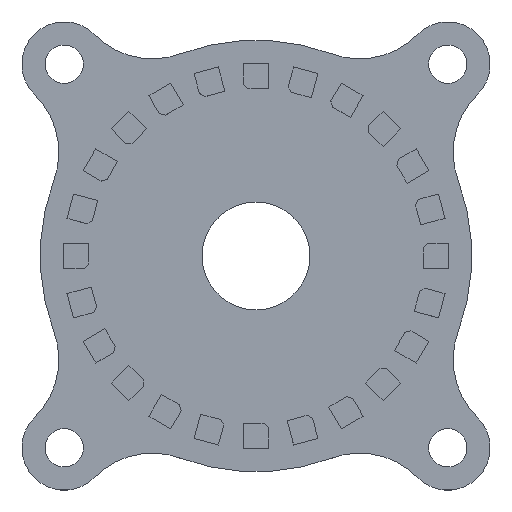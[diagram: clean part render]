
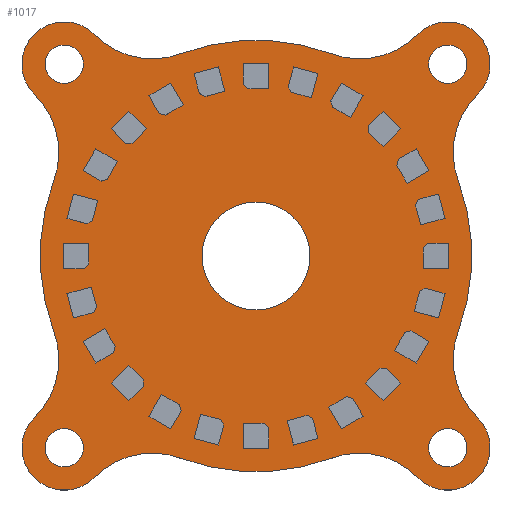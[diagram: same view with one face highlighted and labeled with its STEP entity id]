
A CAD part, top view. The second image highlights one B-rep face of the part: STEP entity #1017.
In plain terms, the highlighted planar face has unit normal (0, 0, 1).
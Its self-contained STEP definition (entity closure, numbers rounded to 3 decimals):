
#292 = VERTEX_POINT('',#293);
#293 = CARTESIAN_POINT('',(-18.5,-13.5,1.2));
#299 = EDGE_CURVE('',#292,#300,#302,.T.);
#300 = VERTEX_POINT('',#301);
#301 = CARTESIAN_POINT('',(-16.878,-6.273,1.2));
#302 = CIRCLE('',#303,6.775);
#303 = AXIS2_PLACEMENT_3D('',#304,#305,#306);
#304 = CARTESIAN_POINT('',(-23.224,-8.644,1.2));
#305 = DIRECTION('',(0.,0.,1.));
#306 = DIRECTION('',(0.697,-0.717,0.));
#332 = EDGE_CURVE('',#300,#333,#335,.T.);
#333 = VERTEX_POINT('',#334);
#334 = CARTESIAN_POINT('',(-16.878,6.273,1.2));
#335 = CIRCLE('',#336,18.007);
#336 = AXIS2_PLACEMENT_3D('',#337,#338,#339);
#337 = CARTESIAN_POINT('',(0.001,0.,
    1.2));
#338 = DIRECTION('',(0.,0.,-1.));
#339 = DIRECTION('',(-0.937,-0.348,0.));
#365 = EDGE_CURVE('',#333,#366,#368,.T.);
#366 = VERTEX_POINT('',#367);
#367 = CARTESIAN_POINT('',(-18.5,13.5,1.2));
#368 = CIRCLE('',#369,6.775);
#369 = AXIS2_PLACEMENT_3D('',#370,#371,#372);
#370 = CARTESIAN_POINT('',(-23.224,8.644,1.2));
#371 = DIRECTION('',(0.,0.,1.));
#372 = DIRECTION('',(0.937,-0.35,0.));
#398 = EDGE_CURVE('',#366,#399,#401,.T.);
#399 = VERTEX_POINT('',#400);
#400 = CARTESIAN_POINT('',(-13.5,18.5,1.2));
#401 = CIRCLE('',#402,3.536);
#402 = AXIS2_PLACEMENT_3D('',#403,#404,#405);
#403 = CARTESIAN_POINT('',(-16.,16.,1.2));
#404 = DIRECTION('',(0.,0.,-1.));
#405 = DIRECTION('',(-0.707,-0.707,0.));
#431 = EDGE_CURVE('',#399,#432,#434,.T.);
#432 = VERTEX_POINT('',#433);
#433 = CARTESIAN_POINT('',(-6.273,16.878,1.2));
#434 = CIRCLE('',#435,6.775);
#435 = AXIS2_PLACEMENT_3D('',#436,#437,#438);
#436 = CARTESIAN_POINT('',(-8.644,23.224,1.2));
#437 = DIRECTION('',(0.,0.,1.));
#438 = DIRECTION('',(-0.717,-0.697,0.));
#464 = EDGE_CURVE('',#432,#465,#467,.T.);
#465 = VERTEX_POINT('',#466);
#466 = CARTESIAN_POINT('',(6.273,16.878,1.2));
#467 = CIRCLE('',#468,18.007);
#468 = AXIS2_PLACEMENT_3D('',#469,#470,#471);
#469 = CARTESIAN_POINT('',(0.,-0.001,
    1.2));
#470 = DIRECTION('',(0.,0.,-1.));
#471 = DIRECTION('',(-0.348,0.937,0.));
#497 = EDGE_CURVE('',#465,#498,#500,.T.);
#498 = VERTEX_POINT('',#499);
#499 = CARTESIAN_POINT('',(13.5,18.5,1.2));
#500 = CIRCLE('',#501,6.775);
#501 = AXIS2_PLACEMENT_3D('',#502,#503,#504);
#502 = CARTESIAN_POINT('',(8.644,23.224,1.2));
#503 = DIRECTION('',(0.,0.,1.));
#504 = DIRECTION('',(-0.35,-0.937,0.));
#530 = EDGE_CURVE('',#498,#531,#533,.T.);
#531 = VERTEX_POINT('',#532);
#532 = CARTESIAN_POINT('',(18.5,13.5,1.2));
#533 = CIRCLE('',#534,3.536);
#534 = AXIS2_PLACEMENT_3D('',#535,#536,#537);
#535 = CARTESIAN_POINT('',(16.,16.,1.2));
#536 = DIRECTION('',(0.,0.,-1.));
#537 = DIRECTION('',(-0.707,0.707,0.));
#563 = EDGE_CURVE('',#531,#564,#566,.T.);
#564 = VERTEX_POINT('',#565);
#565 = CARTESIAN_POINT('',(16.878,6.273,1.2));
#566 = CIRCLE('',#567,6.775);
#567 = AXIS2_PLACEMENT_3D('',#568,#569,#570);
#568 = CARTESIAN_POINT('',(23.224,8.644,1.2));
#569 = DIRECTION('',(0.,0.,1.));
#570 = DIRECTION('',(-0.697,0.717,0.));
#596 = EDGE_CURVE('',#564,#597,#599,.T.);
#597 = VERTEX_POINT('',#598);
#598 = CARTESIAN_POINT('',(16.878,-6.273,1.2));
#599 = CIRCLE('',#600,18.007);
#600 = AXIS2_PLACEMENT_3D('',#601,#602,#603);
#601 = CARTESIAN_POINT('',(-0.001,0.,
    1.2));
#602 = DIRECTION('',(0.,0.,-1.));
#603 = DIRECTION('',(0.937,0.348,0.));
#629 = EDGE_CURVE('',#597,#630,#632,.T.);
#630 = VERTEX_POINT('',#631);
#631 = CARTESIAN_POINT('',(18.5,-13.5,1.2));
#632 = CIRCLE('',#633,6.775);
#633 = AXIS2_PLACEMENT_3D('',#634,#635,#636);
#634 = CARTESIAN_POINT('',(23.224,-8.644,1.2));
#635 = DIRECTION('',(0.,0.,1.));
#636 = DIRECTION('',(-0.937,0.35,0.));
#662 = EDGE_CURVE('',#630,#663,#665,.T.);
#663 = VERTEX_POINT('',#664);
#664 = CARTESIAN_POINT('',(13.5,-18.5,1.2));
#665 = CIRCLE('',#666,3.536);
#666 = AXIS2_PLACEMENT_3D('',#667,#668,#669);
#667 = CARTESIAN_POINT('',(16.,-16.,1.2));
#668 = DIRECTION('',(0.,0.,-1.));
#669 = DIRECTION('',(0.707,0.707,0.));
#695 = EDGE_CURVE('',#663,#696,#698,.T.);
#696 = VERTEX_POINT('',#697);
#697 = CARTESIAN_POINT('',(6.273,-16.878,1.2));
#698 = CIRCLE('',#699,6.775);
#699 = AXIS2_PLACEMENT_3D('',#700,#701,#702);
#700 = CARTESIAN_POINT('',(8.644,-23.224,1.2));
#701 = DIRECTION('',(0.,0.,1.));
#702 = DIRECTION('',(0.717,0.697,0.));
#728 = EDGE_CURVE('',#696,#729,#731,.T.);
#729 = VERTEX_POINT('',#730);
#730 = CARTESIAN_POINT('',(-6.273,-16.878,1.2));
#731 = CIRCLE('',#732,18.007);
#732 = AXIS2_PLACEMENT_3D('',#733,#734,#735);
#733 = CARTESIAN_POINT('',(0.,0.001,
    1.2));
#734 = DIRECTION('',(0.,0.,-1.));
#735 = DIRECTION('',(0.348,-0.937,0.));
#761 = EDGE_CURVE('',#729,#762,#764,.T.);
#762 = VERTEX_POINT('',#763);
#763 = CARTESIAN_POINT('',(-13.5,-18.5,1.2));
#764 = CIRCLE('',#765,6.775);
#765 = AXIS2_PLACEMENT_3D('',#766,#767,#768);
#766 = CARTESIAN_POINT('',(-8.644,-23.224,1.2));
#767 = DIRECTION('',(0.,0.,1.));
#768 = DIRECTION('',(0.35,0.937,0.));
#794 = EDGE_CURVE('',#762,#292,#795,.T.);
#795 = CIRCLE('',#796,3.536);
#796 = AXIS2_PLACEMENT_3D('',#797,#798,#799);
#797 = CARTESIAN_POINT('',(-16.,-16.,1.2));
#798 = DIRECTION('',(0.,0.,-1.));
#799 = DIRECTION('',(0.707,-0.707,0.));
#820 = VERTEX_POINT('',#821);
#821 = CARTESIAN_POINT('',(-14.4,-16.,1.2));
#827 = EDGE_CURVE('',#820,#820,#828,.T.);
#828 = CIRCLE('',#829,1.6);
#829 = AXIS2_PLACEMENT_3D('',#830,#831,#832);
#830 = CARTESIAN_POINT('',(-16.,-16.,1.2));
#831 = DIRECTION('',(0.,0.,1.));
#832 = DIRECTION('',(1.,0.,0.));
#853 = VERTEX_POINT('',#854);
#854 = CARTESIAN_POINT('',(-14.4,16.,1.2));
#860 = EDGE_CURVE('',#853,#853,#861,.T.);
#861 = CIRCLE('',#862,1.6);
#862 = AXIS2_PLACEMENT_3D('',#863,#864,#865);
#863 = CARTESIAN_POINT('',(-16.,16.,1.2));
#864 = DIRECTION('',(0.,0.,1.));
#865 = DIRECTION('',(1.,0.,0.));
#886 = VERTEX_POINT('',#887);
#887 = CARTESIAN_POINT('',(17.6,-16.,1.2));
#893 = EDGE_CURVE('',#886,#886,#894,.T.);
#894 = CIRCLE('',#895,1.6);
#895 = AXIS2_PLACEMENT_3D('',#896,#897,#898);
#896 = CARTESIAN_POINT('',(16.,-16.,1.2));
#897 = DIRECTION('',(0.,0.,1.));
#898 = DIRECTION('',(1.,0.,0.));
#919 = VERTEX_POINT('',#920);
#920 = CARTESIAN_POINT('',(4.5,0.,1.2));
#926 = EDGE_CURVE('',#919,#919,#927,.T.);
#927 = CIRCLE('',#928,4.5);
#928 = AXIS2_PLACEMENT_3D('',#929,#930,#931);
#929 = CARTESIAN_POINT('',(0.,0.,1.2));
#930 = DIRECTION('',(0.,0.,1.));
#931 = DIRECTION('',(1.,0.,0.));
#952 = VERTEX_POINT('',#953);
#953 = CARTESIAN_POINT('',(17.6,16.,1.2));
#959 = EDGE_CURVE('',#952,#952,#960,.T.);
#960 = CIRCLE('',#961,1.6);
#961 = AXIS2_PLACEMENT_3D('',#962,#963,#964);
#962 = CARTESIAN_POINT('',(16.,16.,1.2));
#963 = DIRECTION('',(0.,0.,1.));
#964 = DIRECTION('',(1.,0.,0.));
#1017 = ADVANCED_FACE('',(#1018,#1036,#1039,#1042,#1045,#1048),#1051,.F.
  );
#1018 = FACE_BOUND('',#1019,.F.);
#1019 = EDGE_LOOP('',(#1020,#1021,#1022,#1023,#1024,#1025,#1026,#1027,
    #1028,#1029,#1030,#1031,#1032,#1033,#1034,#1035));
#1020 = ORIENTED_EDGE('',*,*,#299,.T.);
#1021 = ORIENTED_EDGE('',*,*,#332,.T.);
#1022 = ORIENTED_EDGE('',*,*,#365,.T.);
#1023 = ORIENTED_EDGE('',*,*,#398,.T.);
#1024 = ORIENTED_EDGE('',*,*,#431,.T.);
#1025 = ORIENTED_EDGE('',*,*,#464,.T.);
#1026 = ORIENTED_EDGE('',*,*,#497,.T.);
#1027 = ORIENTED_EDGE('',*,*,#530,.T.);
#1028 = ORIENTED_EDGE('',*,*,#563,.T.);
#1029 = ORIENTED_EDGE('',*,*,#596,.T.);
#1030 = ORIENTED_EDGE('',*,*,#629,.T.);
#1031 = ORIENTED_EDGE('',*,*,#662,.T.);
#1032 = ORIENTED_EDGE('',*,*,#695,.T.);
#1033 = ORIENTED_EDGE('',*,*,#728,.T.);
#1034 = ORIENTED_EDGE('',*,*,#761,.T.);
#1035 = ORIENTED_EDGE('',*,*,#794,.T.);
#1036 = FACE_BOUND('',#1037,.F.);
#1037 = EDGE_LOOP('',(#1038));
#1038 = ORIENTED_EDGE('',*,*,#827,.T.);
#1039 = FACE_BOUND('',#1040,.F.);
#1040 = EDGE_LOOP('',(#1041));
#1041 = ORIENTED_EDGE('',*,*,#860,.T.);
#1042 = FACE_BOUND('',#1043,.F.);
#1043 = EDGE_LOOP('',(#1044));
#1044 = ORIENTED_EDGE('',*,*,#893,.T.);
#1045 = FACE_BOUND('',#1046,.F.);
#1046 = EDGE_LOOP('',(#1047));
#1047 = ORIENTED_EDGE('',*,*,#926,.T.);
#1048 = FACE_BOUND('',#1049,.F.);
#1049 = EDGE_LOOP('',(#1050));
#1050 = ORIENTED_EDGE('',*,*,#959,.T.);
#1051 = PLANE('',#1052);
#1052 = AXIS2_PLACEMENT_3D('',#1053,#1054,#1055);
#1053 = CARTESIAN_POINT('',(-18.5,-13.5,1.2));
#1054 = DIRECTION('',(0.,0.,-1.));
#1055 = DIRECTION('',(-1.,0.,0.));
